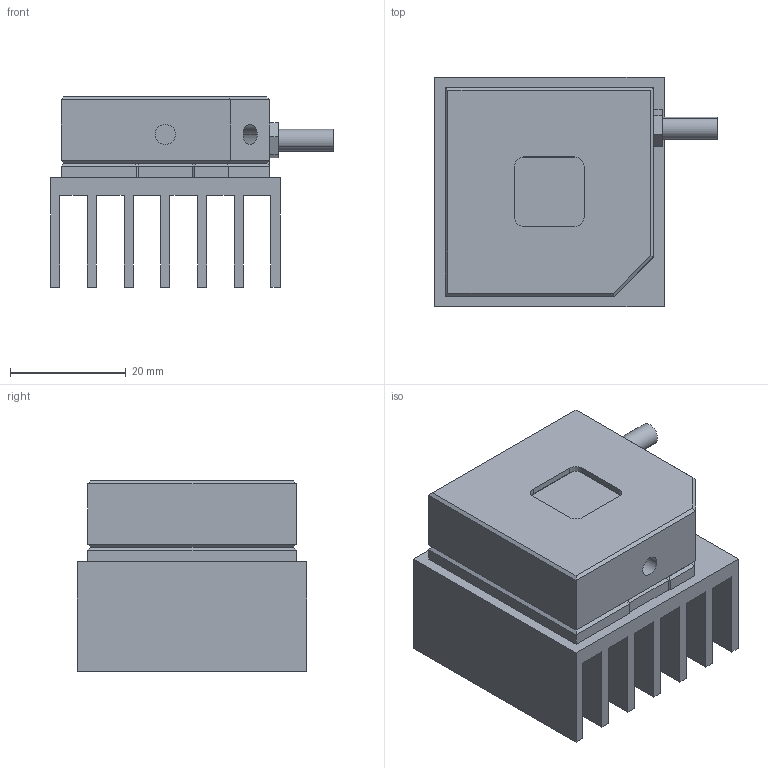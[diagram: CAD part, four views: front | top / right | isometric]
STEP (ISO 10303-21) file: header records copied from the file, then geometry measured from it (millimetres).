
FILE_DESCRIPTION (( 'STEP AP214' ), '1' );
FILE_NAME ('SK-9127 (QE12-H...).STEP', '2011-03-02T18:23:52', ( 'Ronald Vander Haeghe' ), ( 'Gentec-Electro-Optique Inc.' ), 'SwSTEP 2.0', 'SolidWorks 2008', '' );
FILE_SCHEMA (( 'AUTOMOTIVE_DESIGN' ));
Length unit declared in the file: millimetre
Products named in the file (1): SK-9127 (QE12-H...)
Bounding box: 48.8 x 39.6 x 32.88 mm (x, y, z)
Surface area: 16626.4 mm2 (no closed solid volume)
Topology: 0 solids, 6 shells, 99 faces, 276 edges, 183 vertices
Faces by surface type: plane 83, cylinder 14, cone 2
Entity records: 4199 total; most frequent: CARTESIAN_POINT 569, DIRECTION 516, ORIENTED_EDGE 479, EDGE_CURVE 276, LINE 232, VECTOR 232, VERTEX_POINT 183, AXIS2_PLACEMENT_3D 142
